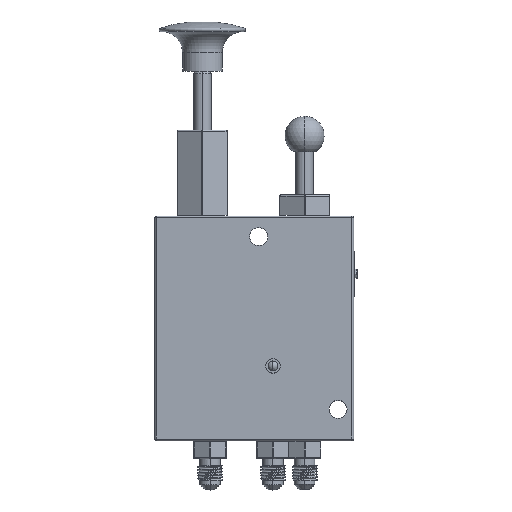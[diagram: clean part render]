
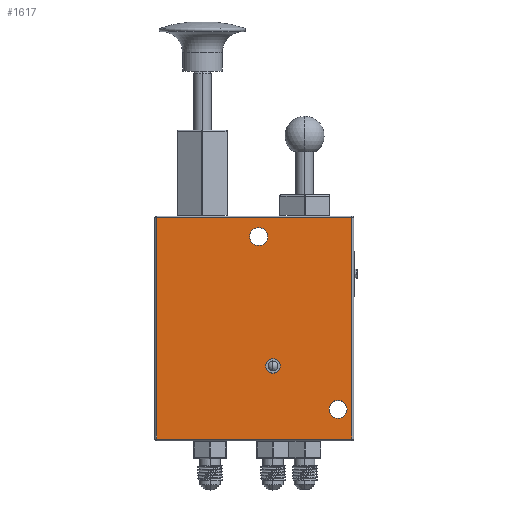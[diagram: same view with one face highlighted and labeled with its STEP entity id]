
A CAD part, top view. The second image highlights one B-rep face of the part: STEP entity #1617.
In plain terms, the highlighted planar face has unit normal (0, 0, 1).
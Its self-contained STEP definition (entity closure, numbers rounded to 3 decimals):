
#108=DIRECTION('',(0.,-1.,0.));
#109=VECTOR('',#108,97.536);
#110=CARTESIAN_POINT('',(-43.053,48.768,25.4));
#111=LINE('',#110,#109);
#121=CARTESIAN_POINT('',(8.255,-16.51,25.4));
#122=DIRECTION('',(0.,0.,1.));
#123=DIRECTION('',(-1.,0.,0.));
#124=AXIS2_PLACEMENT_3D('',#121,#122,#123);
#126=CARTESIAN_POINT('',(8.255,-16.51,25.4));
#127=DIRECTION('',(0.,0.,1.));
#128=DIRECTION('',(1.,0.,0.));
#129=AXIS2_PLACEMENT_3D('',#126,#127,#128);
#131=CARTESIAN_POINT('',(1.905,40.513,25.4));
#132=DIRECTION('',(0.,0.,1.));
#133=DIRECTION('',(-1.,0.,0.));
#134=AXIS2_PLACEMENT_3D('',#131,#132,#133);
#136=CARTESIAN_POINT('',(1.905,40.513,25.4));
#137=DIRECTION('',(0.,0.,1.));
#138=DIRECTION('',(1.,0.,0.));
#139=AXIS2_PLACEMENT_3D('',#136,#137,#138);
#141=CARTESIAN_POINT('',(36.957,-35.687,25.4));
#142=DIRECTION('',(0.,0.,1.));
#143=DIRECTION('',(-1.,0.,0.));
#144=AXIS2_PLACEMENT_3D('',#141,#142,#143);
#146=CARTESIAN_POINT('',(36.957,-35.687,25.4));
#147=DIRECTION('',(0.,0.,1.));
#148=DIRECTION('',(1.,0.,0.));
#149=AXIS2_PLACEMENT_3D('',#146,#147,#148);
#165=DIRECTION('',(-1.,0.,0.));
#166=VECTOR('',#165,86.106);
#167=CARTESIAN_POINT('',(43.053,48.768,25.4));
#168=LINE('',#167,#166);
#229=DIRECTION('',(0.,1.,0.));
#230=VECTOR('',#229,97.536);
#231=CARTESIAN_POINT('',(43.053,-48.768,25.4));
#232=LINE('',#231,#230);
#296=DIRECTION('',(1.,0.,0.));
#297=VECTOR('',#296,86.106);
#298=CARTESIAN_POINT('',(-43.053,-48.768,25.4));
#299=LINE('',#298,#297);
#991=CARTESIAN_POINT('',(-43.053,48.768,25.4));
#993=VERTEX_POINT('',#991);
#995=CARTESIAN_POINT('',(-43.053,-48.768,25.4));
#997=VERTEX_POINT('',#995);
#1015=CARTESIAN_POINT('',(43.053,-48.768,25.4));
#1017=VERTEX_POINT('',#1015);
#1019=CARTESIAN_POINT('',(43.053,48.768,25.4));
#1021=VERTEX_POINT('',#1019);
#1059=CARTESIAN_POINT('',(-2.07,40.513,25.4));
#1060=CARTESIAN_POINT('',(5.88,40.513,25.4));
#1061=VERTEX_POINT('',#1059);
#1062=VERTEX_POINT('',#1060);
#1067=CARTESIAN_POINT('',(32.982,-35.687,25.4));
#1068=CARTESIAN_POINT('',(40.932,-35.687,25.4));
#1069=VERTEX_POINT('',#1067);
#1070=VERTEX_POINT('',#1068);
#1387=CARTESIAN_POINT('',(5.055,-16.51,25.4));
#1388=CARTESIAN_POINT('',(11.455,-16.51,25.4));
#1389=VERTEX_POINT('',#1387);
#1390=VERTEX_POINT('',#1388);
#1585=CARTESIAN_POINT('',(0.,0.,25.4));
#1586=DIRECTION('',(0.,0.,1.));
#1587=DIRECTION('',(1.,0.,0.));
#1588=AXIS2_PLACEMENT_3D('',#1585,#1586,#1587);
#1589=PLANE('',#1588);
#1591=ORIENTED_EDGE('',*,*,#1590,.F.);
#1593=ORIENTED_EDGE('',*,*,#1592,.F.);
#1595=ORIENTED_EDGE('',*,*,#1594,.F.);
#1596=ORIENTED_EDGE('',*,*,#1569,.F.);
#1597=EDGE_LOOP('',(#1591,#1593,#1595,#1596));
#1598=FACE_OUTER_BOUND('',#1597,.F.);
#1600=ORIENTED_EDGE('',*,*,#1599,.T.);
#1602=ORIENTED_EDGE('',*,*,#1601,.T.);
#1603=EDGE_LOOP('',(#1600,#1602));
#1604=FACE_BOUND('',#1603,.F.);
#1606=ORIENTED_EDGE('',*,*,#1605,.T.);
#1608=ORIENTED_EDGE('',*,*,#1607,.T.);
#1609=EDGE_LOOP('',(#1606,#1608));
#1610=FACE_BOUND('',#1609,.F.);
#1612=ORIENTED_EDGE('',*,*,#1611,.T.);
#1614=ORIENTED_EDGE('',*,*,#1613,.T.);
#1615=EDGE_LOOP('',(#1612,#1614));
#1616=FACE_BOUND('',#1615,.F.);
#1617=ADVANCED_FACE('',(#1598,#1604,#1610,#1616),#1589,.T.);
#125=CIRCLE('',#124,3.2);
#130=CIRCLE('',#129,3.2);
#135=CIRCLE('',#134,3.975);
#140=CIRCLE('',#139,3.975);
#145=CIRCLE('',#144,3.975);
#150=CIRCLE('',#149,3.975);
#1569=EDGE_CURVE('',#993,#997,#111,.T.);
#1590=EDGE_CURVE('',#1021,#993,#168,.T.);
#1592=EDGE_CURVE('',#1017,#1021,#232,.T.);
#1594=EDGE_CURVE('',#997,#1017,#299,.T.);
#1599=EDGE_CURVE('',#1389,#1390,#125,.T.);
#1601=EDGE_CURVE('',#1390,#1389,#130,.T.);
#1605=EDGE_CURVE('',#1061,#1062,#135,.T.);
#1607=EDGE_CURVE('',#1062,#1061,#140,.T.);
#1611=EDGE_CURVE('',#1069,#1070,#145,.T.);
#1613=EDGE_CURVE('',#1070,#1069,#150,.T.);
